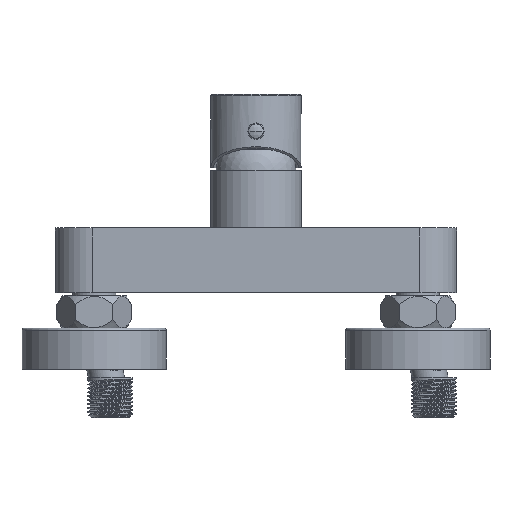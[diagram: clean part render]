
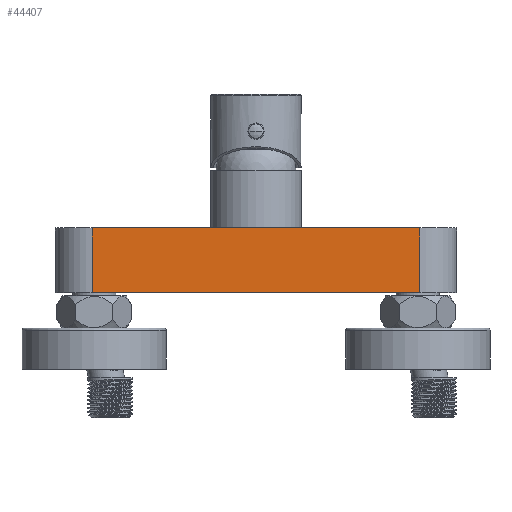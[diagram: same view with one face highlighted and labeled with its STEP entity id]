
A CAD part, top view. The second image highlights one B-rep face of the part: STEP entity #44407.
In plain terms, the highlighted planar face has unit normal (0, 0, 1).
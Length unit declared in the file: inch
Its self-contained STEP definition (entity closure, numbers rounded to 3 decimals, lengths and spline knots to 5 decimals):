
#2292 = FACE_OUTER_BOUND ( 'NONE', #26714, .T. ) ;
#3036 = CARTESIAN_POINT ( 'NONE',  ( -2.99213, 0., 0.7874 ) ) ;
#4290 = ORIENTED_EDGE ( 'NONE', *, *, #43732, .T. ) ;
#4818 = EDGE_CURVE ( 'NONE', #44863, #5765, #21685, .T. ) ;
#5765 = VERTEX_POINT ( 'NONE', #25952 ) ;
#6948 = CARTESIAN_POINT ( 'NONE',  ( 0., -0.55118, 0.7874 ) ) ;
#7041 = VERTEX_POINT ( 'NONE', #3036 ) ;
#13862 = VECTOR ( 'NONE', #20305, 39.37008 ) ;
#14243 = DIRECTION ( 'NONE',  ( 0., -1., 0. ) ) ;
#17209 = ORIENTED_EDGE ( 'NONE', *, *, #4818, .F. ) ;
#17928 = EDGE_CURVE ( 'NONE', #5765, #7041, #41008, .T. ) ;
#19202 = LINE ( 'NONE', #50168, #13862 ) ;
#20288 = CARTESIAN_POINT ( 'NONE',  ( 2.99213, -1.1811, 0.7874 ) ) ;
#20305 = DIRECTION ( 'NONE',  ( -1., 0., 0. ) ) ;
#21685 = LINE ( 'NONE', #20288, #54758 ) ;
#21739 = PLANE ( 'NONE',  #62959 ) ;
#22708 = CARTESIAN_POINT ( 'NONE',  ( -2.99213, -1.1811, 0.7874 ) ) ;
#25952 = CARTESIAN_POINT ( 'NONE',  ( -2.99213, -1.1811, 0.7874 ) ) ;
#26714 = EDGE_LOOP ( 'NONE', ( #4290, #37527, #17209, #34943 ) ) ;
#27160 = VECTOR ( 'NONE', #46978, 39.37008 ) ;
#28278 = EDGE_CURVE ( 'NONE', #45700, #44863, #53392, .T. ) ;
#29548 = VECTOR ( 'NONE', #14243, 39.37008 ) ;
#29627 = CARTESIAN_POINT ( 'NONE',  ( 2.99213, -1.1811, 0.7874 ) ) ;
#34943 = ORIENTED_EDGE ( 'NONE', *, *, #28278, .F. ) ;
#36754 = DIRECTION ( 'NONE',  ( 0., 0., 1. ) ) ;
#37527 = ORIENTED_EDGE ( 'NONE', *, *, #17928, .F. ) ;
#38974 = DIRECTION ( 'NONE',  ( -1., 0., 0. ) ) ;
#41008 = LINE ( 'NONE', #22708, #27160 ) ;
#43732 = EDGE_CURVE ( 'NONE', #45700, #7041, #19202, .T. ) ;
#44407 = ADVANCED_FACE ( 'NONE', ( #2292 ), #21739, .T. ) ;
#44863 = VERTEX_POINT ( 'NONE', #29627 ) ;
#45700 = VERTEX_POINT ( 'NONE', #58416 ) ;
#46978 = DIRECTION ( 'NONE',  ( 0., 1., 0. ) ) ;
#50168 = CARTESIAN_POINT ( 'NONE',  ( 2.99213, 0., 0.7874 ) ) ;
#53392 = LINE ( 'NONE', #53963, #29548 ) ;
#53963 = CARTESIAN_POINT ( 'NONE',  ( 2.99213, 0., 0.7874 ) ) ;
#54758 = VECTOR ( 'NONE', #38974, 39.37008 ) ;
#58416 = CARTESIAN_POINT ( 'NONE',  ( 2.99213, 0., 0.7874 ) ) ;
#61477 = DIRECTION ( 'NONE',  ( 1., 0., 0. ) ) ;
#62959 = AXIS2_PLACEMENT_3D ( 'NONE', #6948, #36754, #61477 ) ;
